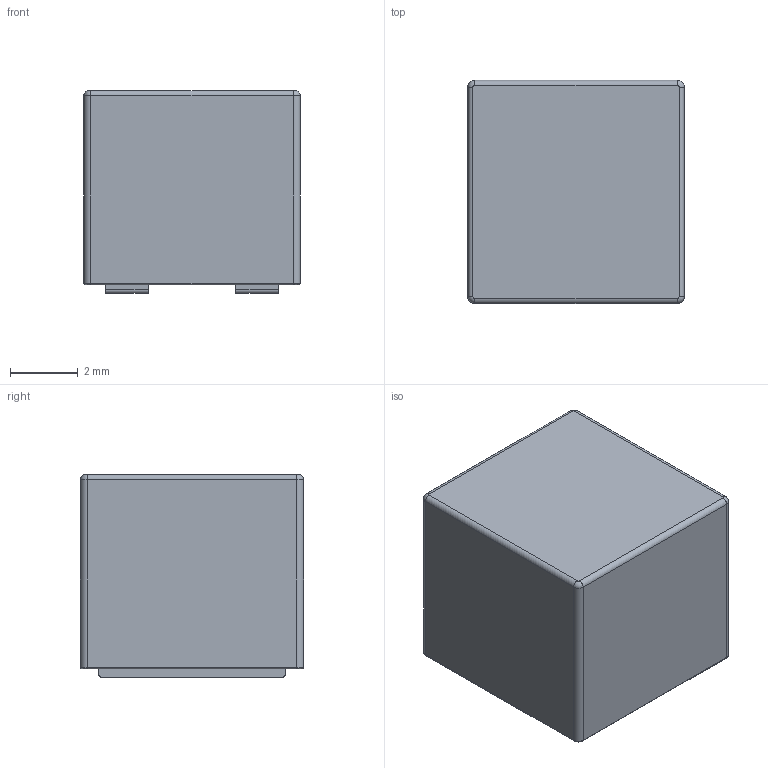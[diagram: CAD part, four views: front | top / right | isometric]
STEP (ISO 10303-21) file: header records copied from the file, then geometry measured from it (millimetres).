
FILE_DESCRIPTION (( 'STEP AP214' ), '1' );
FILE_NAME ('SRP6060FA-8R2M.STEP', '2023-09-01T05:19:55', ( '' ), ( '' ), 'SwSTEP 2.0', 'SolidWorks 2022', '' );
FILE_SCHEMA (( 'AUTOMOTIVE_DESIGN' ));
Length unit declared in the file: millimetre
Products named in the file (3): SRP6060FA-8R2M; TMPF0606LRV; TMPF0606LRV_2
Assembly tree (2 placements, depth 2):
  SRP6060FA-8R2M
    TMPF0606LRV_2
    TMPF0606LRV
Bounding box: 6.4 x 6.6 x 6 mm (x, y, z)
Volume: 178.4 mm3; surface area: 932.1 mm2
Topology: 1 solids, 62 shells, 106 faces, 470 edges, 420 vertices
Faces by surface type: plane 62, cylinder 30, bspline 8, torus 4, cone 2
Entity records: 12392 total; most frequent: CARTESIAN_POINT 8365, DIRECTION 646, ORIENTED_EDGE 562, EDGE_CURVE 458, VERTEX_POINT 414, LINE 330, VECTOR 330, AXIS2_PLACEMENT_3D 158
